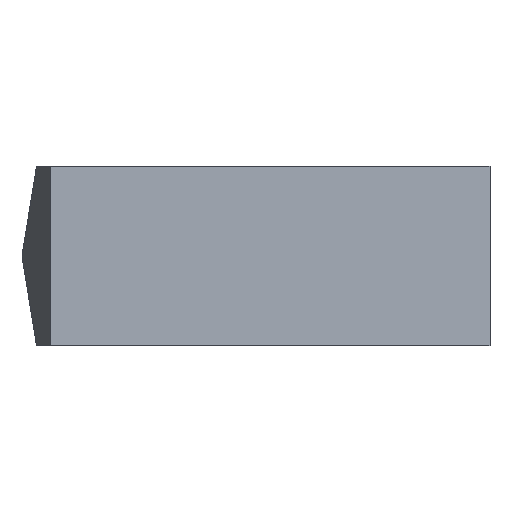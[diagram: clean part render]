
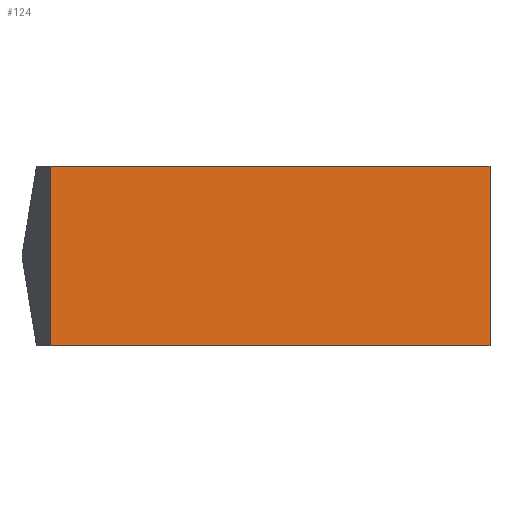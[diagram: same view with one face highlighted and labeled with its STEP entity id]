
A CAD part, front view. The second image highlights one B-rep face of the part: STEP entity #124.
In plain terms, the highlighted planar face has unit normal (0.707, -0.707, 0).
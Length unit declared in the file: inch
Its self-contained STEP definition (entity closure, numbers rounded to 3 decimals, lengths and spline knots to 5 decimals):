
#18=FACE_OUTER_BOUND('',#25,.T.);
#25=EDGE_LOOP('',(#97,#98,#99,#100));
#31=LINE('',#188,#46);
#36=LINE('',#197,#51);
#39=LINE('',#204,#54);
#40=LINE('',#205,#55);
#46=VECTOR('',#155,0.3937);
#51=VECTOR('',#162,0.3937);
#54=VECTOR('',#169,0.3937);
#55=VECTOR('',#170,0.3937);
#61=VERTEX_POINT('',#185);
#62=VERTEX_POINT('',#187);
#65=VERTEX_POINT('',#195);
#67=VERTEX_POINT('',#203);
#71=EDGE_CURVE('',#62,#61,#31,.T.);
#76=EDGE_CURVE('',#61,#65,#36,.T.);
#79=EDGE_CURVE('',#65,#67,#39,.T.);
#80=EDGE_CURVE('',#62,#67,#40,.T.);
#97=ORIENTED_EDGE('',*,*,#71,.T.);
#98=ORIENTED_EDGE('',*,*,#76,.T.);
#99=ORIENTED_EDGE('',*,*,#79,.T.);
#100=ORIENTED_EDGE('',*,*,#80,.F.);
#117=PLANE('',#145);
#124=ADVANCED_FACE('',(#18),#117,.T.);
#145=AXIS2_PLACEMENT_3D('',#202,#167,#168);
#155=DIRECTION('',(0.,0.,1.));
#162=DIRECTION('',(-0.707,-0.707,0.));
#167=DIRECTION('center_axis',(0.707,-0.707,0.));
#168=DIRECTION('ref_axis',(0.,0.,1.));
#169=DIRECTION('',(0.,0.,-1.));
#170=DIRECTION('',(-0.707,-0.707,0.));
#185=CARTESIAN_POINT('',(611.92776,37.76746,425.29964));
#187=CARTESIAN_POINT('',(611.92776,37.76746,409.92464));
#188=CARTESIAN_POINT('',(611.92776,37.76746,417.61214));
#195=CARTESIAN_POINT('',(574.25597,0.09567,425.29964));
#197=CARTESIAN_POINT('',(752.17502,178.01472,425.29964));
#202=CARTESIAN_POINT('Origin',(752.17502,178.01472,409.92464));
#203=CARTESIAN_POINT('',(574.25597,0.09567,409.92464));
#204=CARTESIAN_POINT('',(574.25597,0.09567,417.61214));
#205=CARTESIAN_POINT('',(752.17502,178.01472,409.92464));
